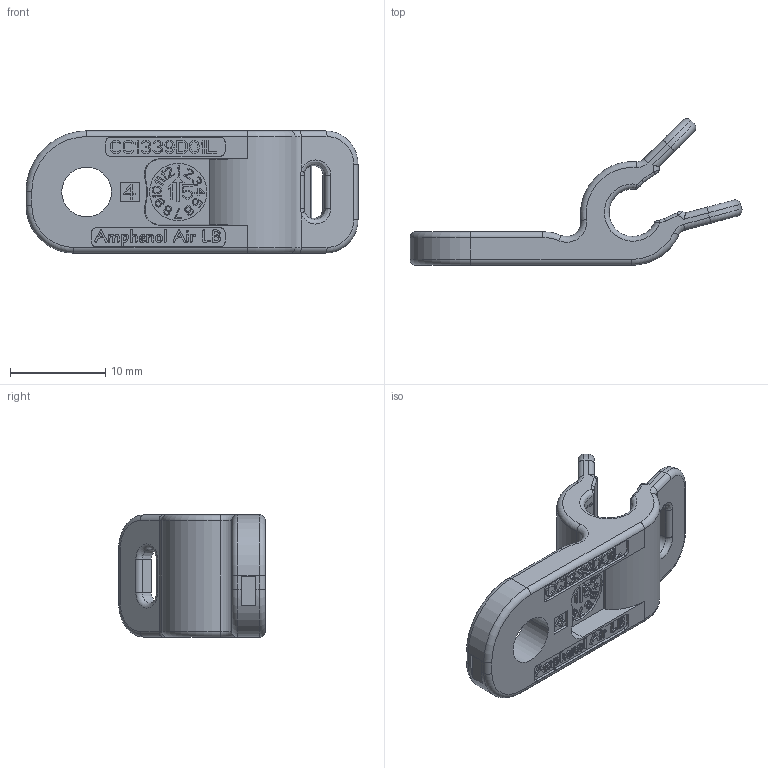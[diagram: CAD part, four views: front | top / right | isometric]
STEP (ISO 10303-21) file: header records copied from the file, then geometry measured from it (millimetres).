
FILE_DESCRIPTION((''),'2;1');
FILE_NAME('CC1339D01L','2020-07-02T',('presta_be4'),(''),'CREO PARAMETRIC BY PTC INC, 2018360','CREO PARAMETRIC BY PTC INC, 2018360','');
FILE_SCHEMA(('CONFIG_CONTROL_DESIGN'));
Length unit declared in the file: millimetre
Products named in the file (1): CC1339D01L
Bounding box: 34.78 x 15.35 x 12.8 mm (x, y, z)
Volume: 1525.2 mm3; surface area: 1706.4 mm2
Topology: 1 solids, 1 shells, 1357 faces, 3790 edges, 2498 vertices
Faces by surface type: plane 1018, extrusion 204, cylinder 69, torus 35, bspline 26, cone 5
Entity records: 49121 total; most frequent: CARTESIAN_POINT 15110, ORIENTED_EDGE 7580, DIRECTION 5929, EDGE_CURVE 3790, VECTOR 3335, LINE 3131, VERTEX_POINT 2498, EDGE_LOOP 1426
